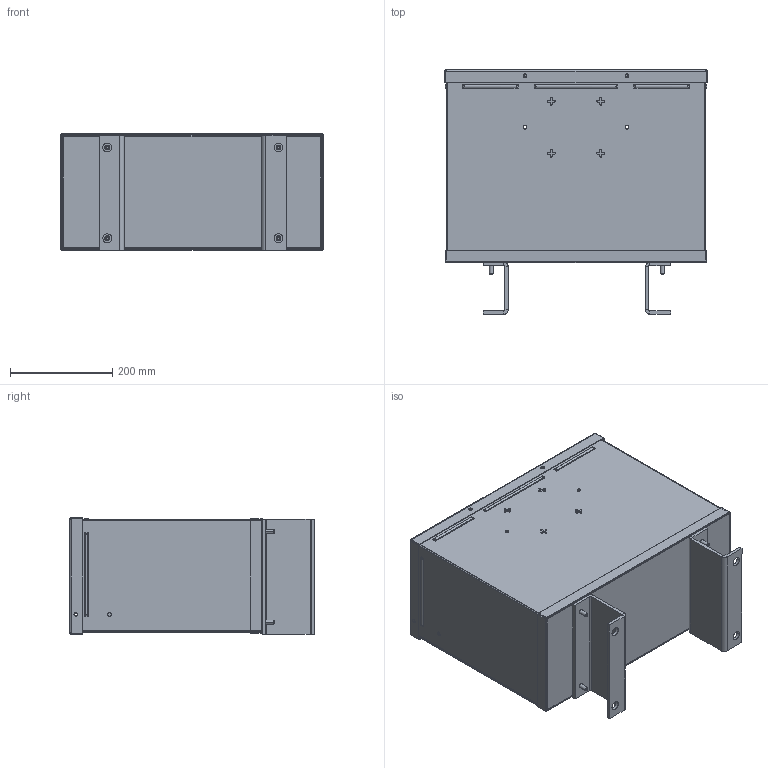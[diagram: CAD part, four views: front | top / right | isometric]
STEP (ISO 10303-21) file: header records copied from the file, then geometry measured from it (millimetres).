
FILE_DESCRIPTION (( 'STEP AP214' ), '1' );
FILE_NAME ('T3533111S.STEP', '2014-07-10T13:19:03', ( '' ), ( '' ), 'SwSTEP 2.0', 'SolidWorks 2012', '' );
FILE_SCHEMA (( 'AUTOMOTIVE_DESIGN' ));
Length unit declared in the file: inch
Products named in the file (7): A-4-1430301; A-1-701605; A  1-701608-; A-1-701604; A-1-701603; A  1-701607-; T3533111S
Assembly tree (10 placements, depth 2):
  T3533111S
    A  1-701607-  x2
    A-1-701603
    A-1-701604
    A  1-701608-
    A-1-701605
    A-4-1430301  x4
Bounding box: 515.25 x 479.27 x 229 mm (x, y, z)
Volume: 1781516.5 mm3; surface area: 1905514.2 mm2
Topology: 10 solids, 10 shells, 442 faces, 1078 edges, 684 vertices
Faces by surface type: plane 232, cylinder 178, bspline 16, cone 8, torus 8
Entity records: 13014 total; most frequent: CARTESIAN_POINT 3684, ORIENTED_EDGE 1924, DIRECTION 1754, EDGE_CURVE 962, VERTEX_POINT 614, VECTOR 590, LINE 590, AXIS2_PLACEMENT_3D 582
